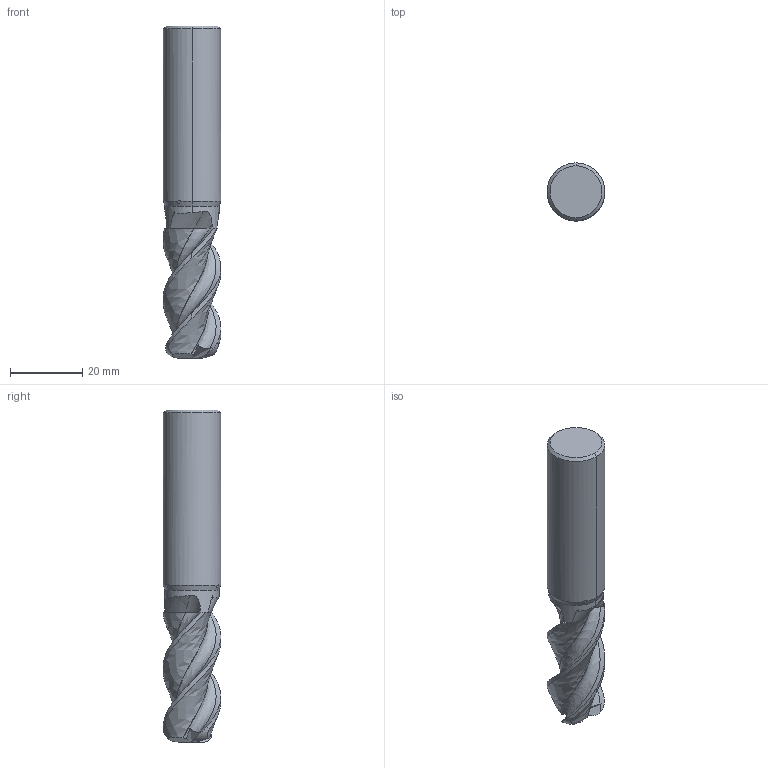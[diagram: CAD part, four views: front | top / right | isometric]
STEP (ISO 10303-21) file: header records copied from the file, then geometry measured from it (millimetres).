
FILE_DESCRIPTION(('no description'),'unknown implementation level');
FILE_NAME('EXN1-M06-0003-16_4-Detail.stp',' ',('CIMSOURCE GmbH'),('CADClick - KiM GmbH - www.kimweb.de'),'unknown preprocess','ACIS','unknown authorization');
FILE_SCHEMA(('automotive_design'));
Length unit declared in the file: millimetre
Products named in the file (2): NOCUT; CUT
Bounding box: 16 x 16 x 92 mm (x, y, z)
Volume: 14772.8 mm3; surface area: 5147.8 mm2
Topology: 2 solids, 2 shells, 87 faces, 239 edges, 152 vertices
Faces by surface type: plane 25, bspline 24, cone 15, revolution 15, cylinder 4, torus 4
Entity records: 17131 total; most frequent: CARTESIAN_POINT 12579, STYLED_ITEM 476, PRESENTATION_STYLE_ASSIGNMENT 476, COLOUR_RGB 476, ORIENTED_EDGE 470, DIRECTION 266, EDGE_CURVE 235, CURVE_STYLE 235
